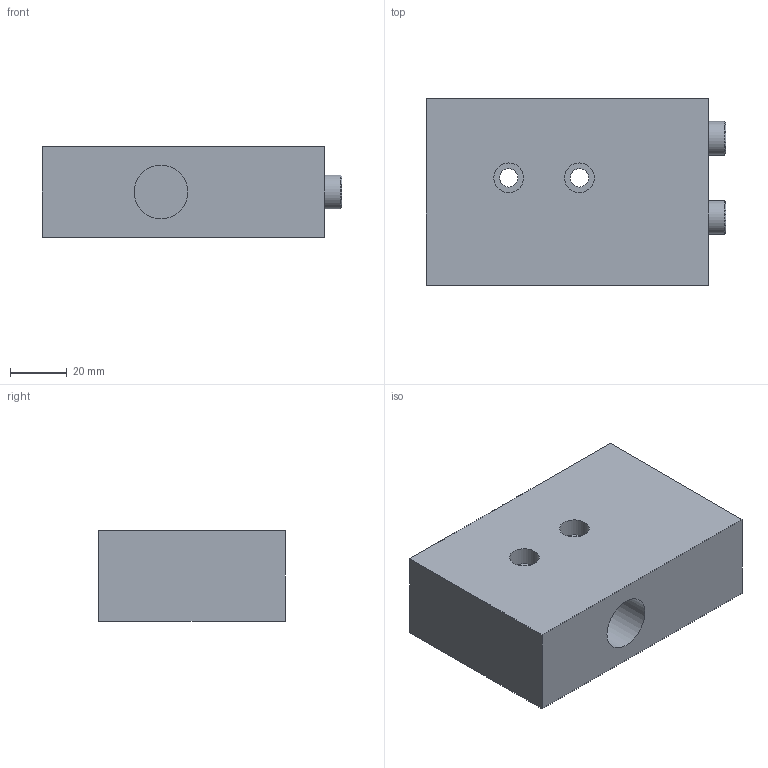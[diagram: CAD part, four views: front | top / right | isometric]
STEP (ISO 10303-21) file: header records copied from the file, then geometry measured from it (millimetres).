
FILE_DESCRIPTION((''),'2;1');
FILE_NAME('110 720 00.stp','2012-05-31T21:39:53',('HJ'),('AVAC Vacuumteknik AB'),'Autodesk Inventor 2012','Autodesk Inventor 2012','');
FILE_SCHEMA(('AUTOMOTIVE_DESIGN { 1 0 10303 214 1 1 1 1 }'));
Length unit declared in the file: millimetre
Products named in the file (1): 110 720 00
Bounding box: 106 x 66 x 32 mm (x, y, z)
Volume: 197598.6 mm3; surface area: 30607.2 mm2
Topology: 1 solids, 1 shells, 68 faces, 166 edges, 110 vertices
Faces by surface type: plane 38, bspline 16, cylinder 10, cone 4
Full cylindrical faces by diameter (mm): 6.5 x2, 10.5 x2, 11.8 x1, 12 x2, 19 x3
Entity records: 2094 total; most frequent: CARTESIAN_POINT 563, ORIENTED_EDGE 296, DIRECTION 244, EDGE_CURVE 148, VERTEX_POINT 106, EDGE_LOOP 96, VECTOR 94, LINE 94
